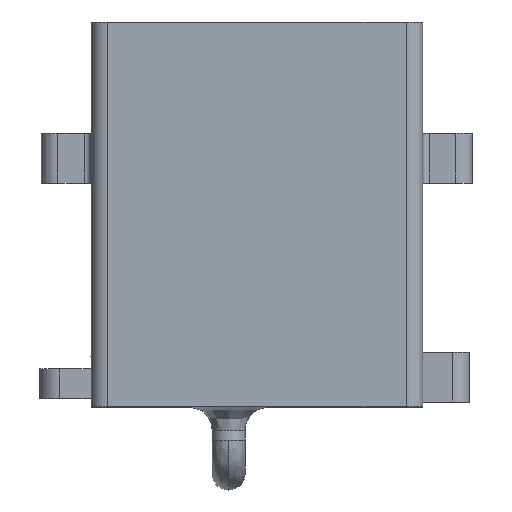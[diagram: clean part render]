
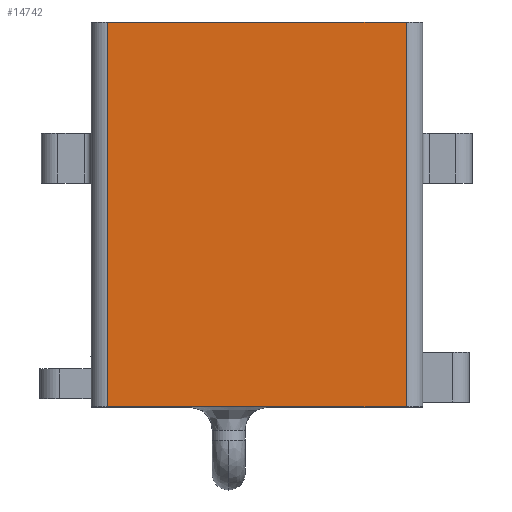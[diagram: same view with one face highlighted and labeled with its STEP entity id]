
A CAD part, top view. The second image highlights one B-rep face of the part: STEP entity #14742.
In plain terms, the highlighted planar face has unit normal (0, 0, 1).
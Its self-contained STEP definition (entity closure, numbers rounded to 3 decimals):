
#1553 = CARTESIAN_POINT ( 'NONE',  ( -6.75, -5.75, 0. ) ) ;
#1788 = VERTEX_POINT ( 'NONE', #22355 ) ;
#2473 = DIRECTION ( 'NONE',  ( -1., 0., 0. ) ) ;
#2559 = AXIS2_PLACEMENT_3D ( 'NONE', #1553, #18722, #7196 ) ;
#4502 = VECTOR ( 'NONE', #12178, 1000. ) ;
#5298 = LINE ( 'NONE', #24474, #15149 ) ;
#5325 = CARTESIAN_POINT ( 'NONE',  ( -6.75, 5.85, 0. ) ) ;
#7196 = DIRECTION ( 'NONE',  ( 1., 0., 0. ) ) ;
#8072 = FACE_OUTER_BOUND ( 'NONE', #16710, .T. ) ;
#8195 = CARTESIAN_POINT ( 'NONE',  ( -6.75, -5.75, 0. ) ) ;
#8324 = ORIENTED_EDGE ( 'NONE', *, *, #10272, .T. ) ;
#10272 = EDGE_CURVE ( 'NONE', #19245, #1788, #16521, .T. ) ;
#10284 = CARTESIAN_POINT ( 'NONE',  ( -6.75, 5.85, 0. ) ) ;
#10515 = VECTOR ( 'NONE', #12112, 1000. ) ;
#10585 = EDGE_CURVE ( 'NONE', #19659, #19005, #21570, .T. ) ;
#11619 = LINE ( 'NONE', #23698, #4502 ) ;
#11982 = CARTESIAN_POINT ( 'NONE',  ( -6.75, -5.75, 0. ) ) ;
#12112 = DIRECTION ( 'NONE',  ( 1., 0., 0. ) ) ;
#12120 = CARTESIAN_POINT ( 'NONE',  ( 2.25, 5.85, 0. ) ) ;
#12178 = DIRECTION ( 'NONE',  ( 0., 1., 0. ) ) ;
#13221 = EDGE_CURVE ( 'NONE', #19005, #19245, #5298, .T. ) ;
#14742 = ADVANCED_FACE ( 'NONE', ( #8072 ), #22547, .T. ) ;
#15149 = VECTOR ( 'NONE', #24727, 1000. ) ;
#16152 = ORIENTED_EDGE ( 'NONE', *, *, #20228, .T. ) ;
#16500 = VECTOR ( 'NONE', #2473, 1000. ) ;
#16521 = LINE ( 'NONE', #8195, #10515 ) ;
#16710 = EDGE_LOOP ( 'NONE', ( #16152, #23978, #21330, #8324 ) ) ;
#18722 = DIRECTION ( 'NONE',  ( 0., 0., 1. ) ) ;
#19005 = VERTEX_POINT ( 'NONE', #5325 ) ;
#19245 = VERTEX_POINT ( 'NONE', #11982 ) ;
#19659 = VERTEX_POINT ( 'NONE', #12120 ) ;
#20228 = EDGE_CURVE ( 'NONE', #1788, #19659, #11619, .T. ) ;
#21330 = ORIENTED_EDGE ( 'NONE', *, *, #13221, .T. ) ;
#21570 = LINE ( 'NONE', #10284, #16500 ) ;
#22355 = CARTESIAN_POINT ( 'NONE',  ( 2.25, -5.75, 0. ) ) ;
#22547 = PLANE ( 'NONE',  #2559 ) ;
#23698 = CARTESIAN_POINT ( 'NONE',  ( 2.25, -5.75, 0. ) ) ;
#23978 = ORIENTED_EDGE ( 'NONE', *, *, #10585, .T. ) ;
#24474 = CARTESIAN_POINT ( 'NONE',  ( -6.75, -5.75, 0. ) ) ;
#24727 = DIRECTION ( 'NONE',  ( 0., -1., 0. ) ) ;
